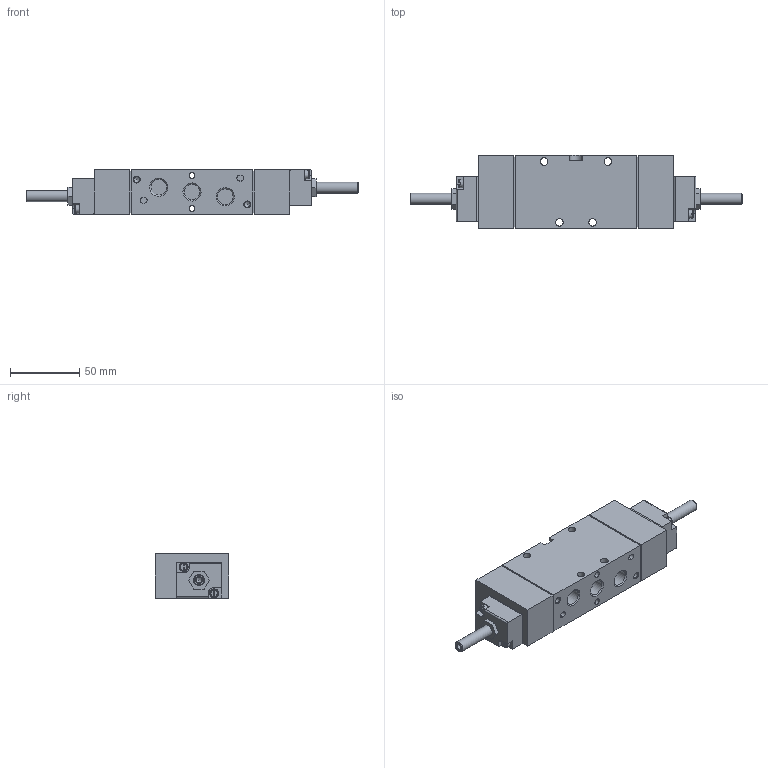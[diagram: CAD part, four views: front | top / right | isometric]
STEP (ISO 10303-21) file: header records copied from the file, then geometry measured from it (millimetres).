
FILE_DESCRIPTION(/* description */ ('STEP AP214'),/* implementation_level */ '2;1');
FILE_NAME(/* name */ '535940_MFH-5_3G-1_4-S-B-EX',/* time_stamp */ '2024-09-05T08:49:55+02:00',/* author */ ('License CC BY-ND 4.0'),/* organization */ ('CADENAS'),/* preprocessor_version */ 'ST-DEVELOPER v19.3',/* originating_system */ 'PARTsolutions',/* authorisation */ ' ');
FILE_SCHEMA (('AUTOMOTIVE_DESIGN { 1 0 10303 214 3 1 1 }','FEATURE_BASED_PROCESS_PLANNING','PROCESS_PLANNING_SCHEMA','AP242_MANAGED_MODEL_BASED_3D_ENGINEERING_MIM_LF { 1 0 10303 442 3 1 4 }','AUTOMOTIVE_DESIGN {1 0 10303 214 3 1 1}'));
Length unit declared in the file: millimetre
Products named in the file (2): 535940 MFH-5/3G-1/4-S-B-EX; 535940 MFH-5/3G-1/4-S-B-EX-part2
Assembly tree (1 placements, depth 2):
  535940 MFH-5/3G-1/4-S-B-EX
    535940 MFH-5/3G-1/4-S-B-EX-part2
Bounding box: 240 x 53 x 32 mm (x, y, z)
Volume: 252289.1 mm3; surface area: 42599.8 mm2
Topology: 1 solids, 1 shells, 193 faces, 480 edges, 316 vertices
Faces by surface type: plane 117, cylinder 47, cone 21, torus 8
Full cylindrical faces by diameter (mm): 4.134 x4, 4.3 x2, 5.5 x4, 8 x2, 8.566 x2, 11.445 x5
Entity records: 5537 total; most frequent: CARTESIAN_POINT 1025, DIRECTION 920, ORIENTED_EDGE 854, EDGE_CURVE 427, AXIS2_PLACEMENT_3D 330, VERTEX_POINT 307, FACE_BOUND 276, EDGE_LOOP 272
